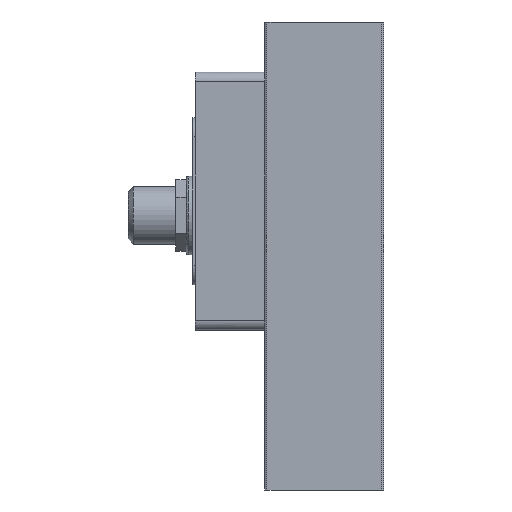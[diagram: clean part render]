
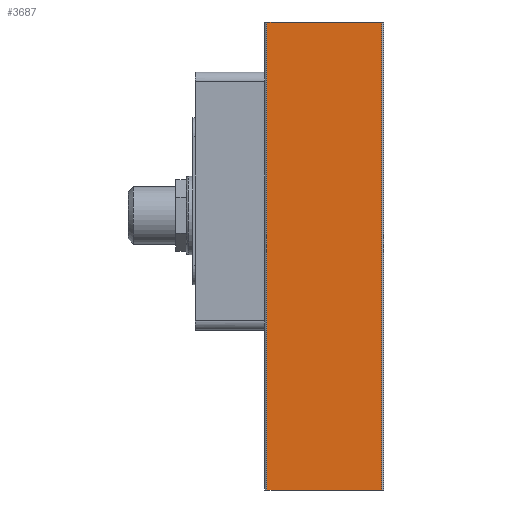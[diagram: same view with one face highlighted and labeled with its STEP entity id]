
A CAD part, left-side view. The second image highlights one B-rep face of the part: STEP entity #3687.
In plain terms, the highlighted planar face has unit normal (-1, 0, 0).
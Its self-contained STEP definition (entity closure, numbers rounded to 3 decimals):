
#1 = CARTESIAN_POINT ( 'NONE',  ( 0., 0.5, 31. ) ) ;
#447 = DIRECTION ( 'NONE',  ( 0., -1., 0. ) ) ;
#1006 = VECTOR ( 'NONE', #1318, 1000. ) ;
#1019 = ORIENTED_EDGE ( 'NONE', *, *, #1724, .F. ) ;
#1102 = EDGE_CURVE ( 'NONE', #3700, #6433, #5286, .T. ) ;
#1318 = DIRECTION ( 'NONE',  ( 0., -1., 0. ) ) ;
#1724 = EDGE_CURVE ( 'NONE', #2500, #3700, #2167, .T. ) ;
#2105 = DIRECTION ( 'NONE',  ( 0., 0., 1. ) ) ;
#2112 = EDGE_LOOP ( 'NONE', ( #6374, #6228, #5705, #1019 ) ) ;
#2167 = LINE ( 'NONE', #4071, #2809 ) ;
#2210 = AXIS2_PLACEMENT_3D ( 'NONE', #4655, #3182, #4718 ) ;
#2500 = VERTEX_POINT ( 'NONE', #4709 ) ;
#2680 = EDGE_CURVE ( 'NONE', #6433, #5521, #3890, .T. ) ;
#2809 = VECTOR ( 'NONE', #2105, 1000. ) ;
#3182 = DIRECTION ( 'NONE',  ( 1., 0., 0. ) ) ;
#3687 = ADVANCED_FACE ( 'NONE', ( #4255 ), #5198, .F. ) ;
#3700 = VERTEX_POINT ( 'NONE', #3771 ) ;
#3771 = CARTESIAN_POINT ( 'NONE',  ( 0., 24.5, 31. ) ) ;
#3890 = LINE ( 'NONE', #3989, #6375 ) ;
#3989 = CARTESIAN_POINT ( 'NONE',  ( 0., 0.5, 29.5 ) ) ;
#4071 = CARTESIAN_POINT ( 'NONE',  ( 0., 24.5, 29.5 ) ) ;
#4255 = FACE_OUTER_BOUND ( 'NONE', #2112, .T. ) ;
#4283 = EDGE_CURVE ( 'NONE', #2500, #5521, #5442, .T. ) ;
#4313 = CARTESIAN_POINT ( 'NONE',  ( 0., 24.5, 31. ) ) ;
#4655 = CARTESIAN_POINT ( 'NONE',  ( 0., 24.5, 29.5 ) ) ;
#4709 = CARTESIAN_POINT ( 'NONE',  ( 0., 24.5, -67. ) ) ;
#4718 = DIRECTION ( 'NONE',  ( 0., 0., -1. ) ) ;
#5198 = PLANE ( 'NONE',  #2210 ) ;
#5286 = LINE ( 'NONE', #4313, #1006 ) ;
#5442 = LINE ( 'NONE', #6494, #6498 ) ;
#5521 = VERTEX_POINT ( 'NONE', #6196 ) ;
#5705 = ORIENTED_EDGE ( 'NONE', *, *, #1102, .F. ) ;
#5874 = DIRECTION ( 'NONE',  ( 0., 0., -1. ) ) ;
#6196 = CARTESIAN_POINT ( 'NONE',  ( 0., 0.5, -67. ) ) ;
#6228 = ORIENTED_EDGE ( 'NONE', *, *, #2680, .F. ) ;
#6374 = ORIENTED_EDGE ( 'NONE', *, *, #4283, .T. ) ;
#6375 = VECTOR ( 'NONE', #5874, 1000. ) ;
#6433 = VERTEX_POINT ( 'NONE', #1 ) ;
#6494 = CARTESIAN_POINT ( 'NONE',  ( 0., 24.5, -67. ) ) ;
#6498 = VECTOR ( 'NONE', #447, 1000. ) ;
